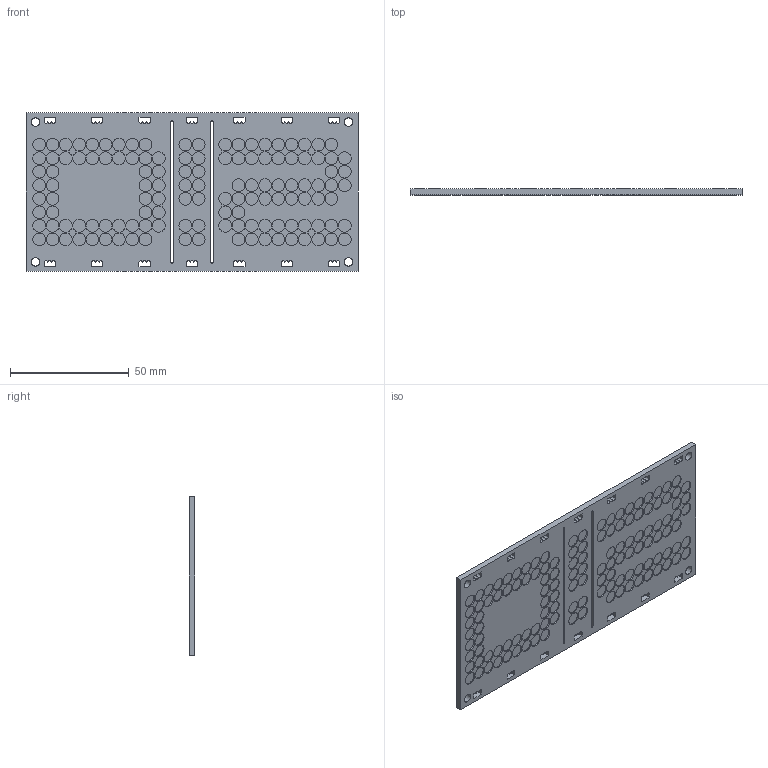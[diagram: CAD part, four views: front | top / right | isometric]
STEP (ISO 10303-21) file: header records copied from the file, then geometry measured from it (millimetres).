
FILE_DESCRIPTION(/* description */ (''),/* implementation_level */ '2;1');
FILE_NAME(/* name */ '2018-07-17 LeoBlinky2018 Acrylic DIS RevC.step',/* time_stamp */ '2018-07-17T21:43:19+08:00',/* author */ ('matt7HKHE'),/* organization */ (''),/* preprocessor_version */ 'ST-DEVELOPER v17',/* originating_system */ 'Autodesk Translation Framework v7.1.0.215',/* authorisation */ '');
FILE_SCHEMA (('AUTOMOTIVE_DESIGN { 1 0 10303 214 3 1 1 }'));
Length unit declared in the file: millimetre
Products named in the file (1): DIS
Bounding box: 140 x 2.53 x 67 mm (x, y, z)
Volume: 21453.3 mm3; surface area: 21512 mm2
Topology: 1 solids, 1 shells, 358 faces, 684 edges, 456 vertices
Faces by surface type: plane 180, cylinder 178
Full cylindrical faces by diameter (mm): 3.6 x4, 5.4 x128
Entity records: 9304 total; most frequent: DIRECTION 1758, CARTESIAN_POINT 1499, ORIENTED_EDGE 1368, AXIS2_PLACEMENT_3D 715, EDGE_CURVE 684, EDGE_LOOP 526, VERTEX_POINT 456, FACE_OUTER_BOUND 358
